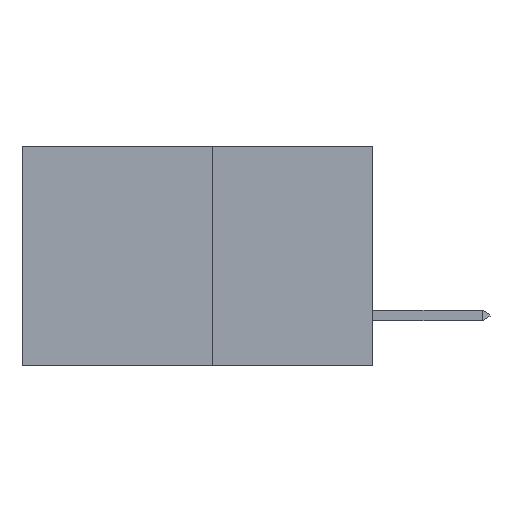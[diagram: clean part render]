
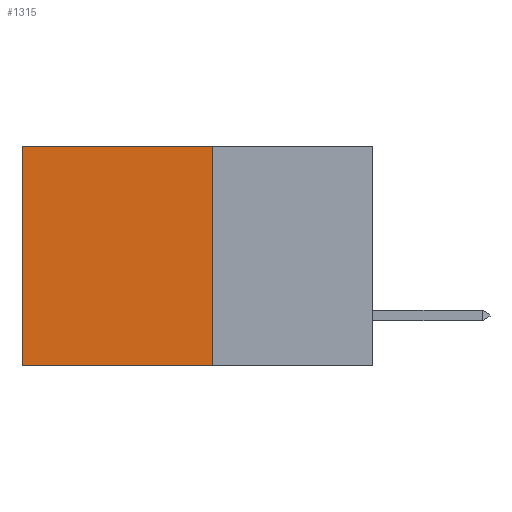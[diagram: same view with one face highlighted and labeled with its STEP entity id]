
A CAD part, left-side view. The second image highlights one B-rep face of the part: STEP entity #1315.
In plain terms, the highlighted planar face has unit normal (-1, 0, 0).
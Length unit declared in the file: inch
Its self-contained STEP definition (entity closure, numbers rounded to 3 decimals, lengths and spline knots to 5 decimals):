
#148 = ORIENTED_EDGE ( 'NONE', *, *, #11601, .T. ) ;
#298 = VERTEX_POINT ( 'NONE', #11846 ) ;
#1148 = CARTESIAN_POINT ( 'NONE',  ( 0.277, 0.59, -0.37 ) ) ;
#1315 = ADVANCED_FACE ( 'NONE', ( #4284 ), #8843, .F. ) ;
#2255 = CARTESIAN_POINT ( 'NONE',  ( 0.277, 0.59, -0.37 ) ) ;
#2433 = CARTESIAN_POINT ( 'NONE',  ( 0.277, 0.27, 0. ) ) ;
#2773 = EDGE_CURVE ( 'NONE', #9184, #10773, #8633, .T. ) ;
#2791 = AXIS2_PLACEMENT_3D ( 'NONE', #8224, #9799, #10066 ) ;
#3197 = ORIENTED_EDGE ( 'NONE', *, *, #8572, .F. ) ;
#3257 = VECTOR ( 'NONE', #5060, 39.37008 ) ;
#3861 = VECTOR ( 'NONE', #8004, 39.37008 ) ;
#4284 = FACE_OUTER_BOUND ( 'NONE', #5992, .T. ) ;
#5044 = ORIENTED_EDGE ( 'NONE', *, *, #2773, .T. ) ;
#5060 = DIRECTION ( 'NONE',  ( 0., 0., -1. ) ) ;
#5550 = LINE ( 'NONE', #10590, #3257 ) ;
#5992 = EDGE_LOOP ( 'NONE', ( #148, #3197, #6090, #5044 ) ) ;
#6090 = ORIENTED_EDGE ( 'NONE', *, *, #8603, .F. ) ;
#6097 = CARTESIAN_POINT ( 'NONE',  ( 0.277, 0.59, 0. ) ) ;
#6436 = LINE ( 'NONE', #2255, #3861 ) ;
#7792 = CARTESIAN_POINT ( 'NONE',  ( 0.277, 0.27, -0.37 ) ) ;
#8004 = DIRECTION ( 'NONE',  ( 0., 0., -1. ) ) ;
#8224 = CARTESIAN_POINT ( 'NONE',  ( 0.277, 0.27, -0.37 ) ) ;
#8311 = VECTOR ( 'NONE', #8743, 39.37008 ) ;
#8572 = EDGE_CURVE ( 'NONE', #298, #10125, #11002, .T. ) ;
#8603 = EDGE_CURVE ( 'NONE', #9184, #298, #5550, .T. ) ;
#8633 = LINE ( 'NONE', #2433, #10762 ) ;
#8743 = DIRECTION ( 'NONE',  ( 0., 1., 0. ) ) ;
#8843 = PLANE ( 'NONE',  #2791 ) ;
#9184 = VERTEX_POINT ( 'NONE', #11392 ) ;
#9683 = DIRECTION ( 'NONE',  ( 0., 1., 0. ) ) ;
#9799 = DIRECTION ( 'NONE',  ( 1., 0., 0. ) ) ;
#10066 = DIRECTION ( 'NONE',  ( 0., 0., -1. ) ) ;
#10125 = VERTEX_POINT ( 'NONE', #1148 ) ;
#10590 = CARTESIAN_POINT ( 'NONE',  ( 0.277, 0.27, -0.37 ) ) ;
#10762 = VECTOR ( 'NONE', #9683, 39.37008 ) ;
#10773 = VERTEX_POINT ( 'NONE', #6097 ) ;
#11002 = LINE ( 'NONE', #7792, #8311 ) ;
#11392 = CARTESIAN_POINT ( 'NONE',  ( 0.277, 0.27, 0. ) ) ;
#11601 = EDGE_CURVE ( 'NONE', #10773, #10125, #6436, .T. ) ;
#11846 = CARTESIAN_POINT ( 'NONE',  ( 0.277, 0.27, -0.37 ) ) ;
